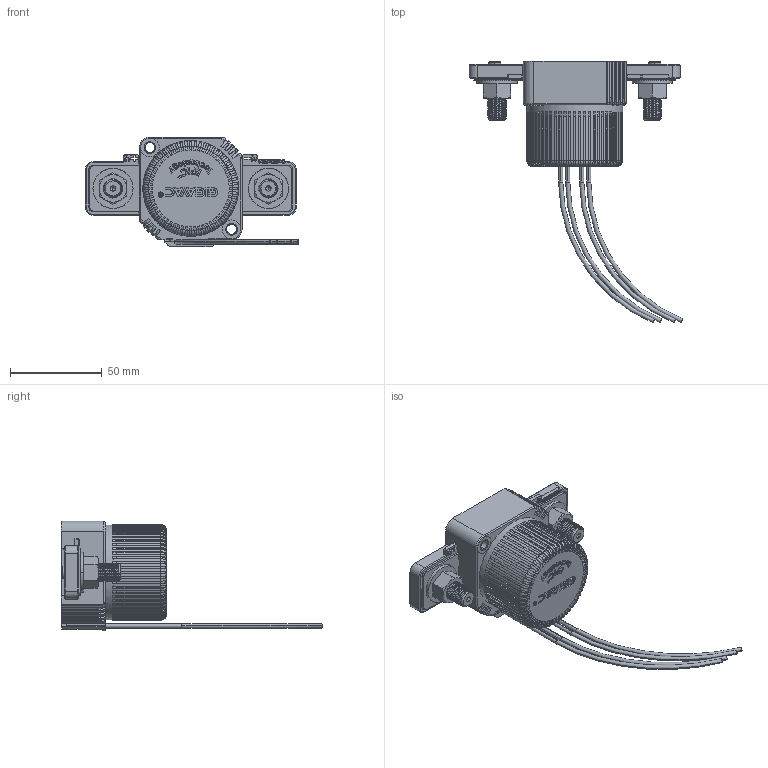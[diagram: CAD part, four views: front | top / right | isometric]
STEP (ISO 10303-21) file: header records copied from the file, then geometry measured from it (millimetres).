
FILE_DESCRIPTION (( 'STEP AP214' ), '1' );
FILE_NAME ('GX14CAC_step_102120.STEP', '2020-10-21T23:29:00', ( '' ), ( '' ), 'SwSTEP 2.0', 'SolidWorks 2018', '' );
FILE_SCHEMA (( 'AUTOMOTIVE_DESIGN' ));
Length unit declared in the file: inch
Products named in the file (1): GX14CAC_step_102120
Bounding box: 116.19 x 142.33 x 59.79 mm (x, y, z)
Volume: 58954.7 mm3; surface area: 65208.7 mm2
Topology: 16 solids, 16 shells, 2298 faces, 6385 edges, 4201 vertices
Faces by surface type: plane 1152, cylinder 536, torus 242, bspline 234, cone 134
Entity records: 121189 total; most frequent: CARTESIAN_POINT 33991, ORIENTED_EDGE 12762, DIRECTION 10984, EDGE_CURVE 6381, VERTEX_POINT 4201, LINE 3700, VECTOR 3700, AXIS2_PLACEMENT_3D 3642
